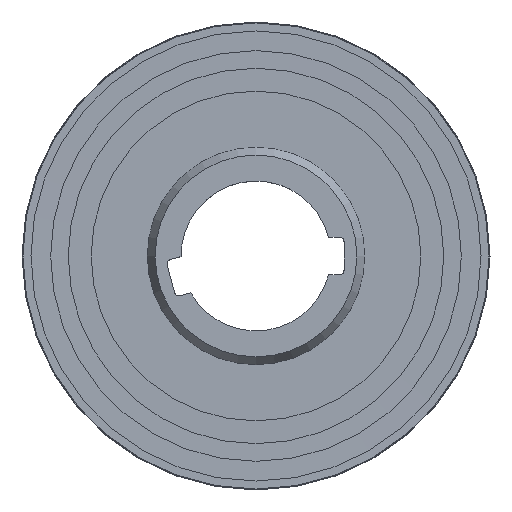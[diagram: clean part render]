
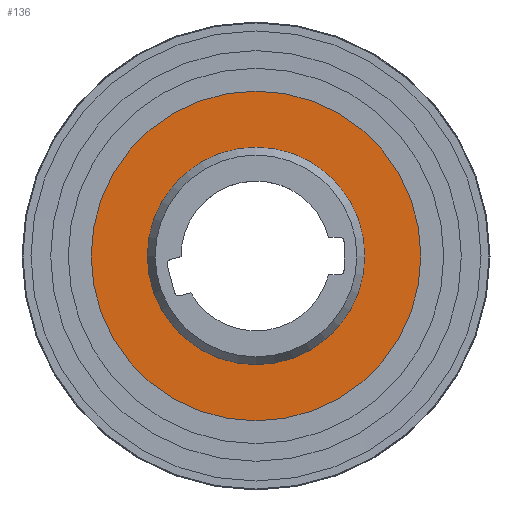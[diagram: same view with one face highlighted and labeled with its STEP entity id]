
A CAD part, top view. The second image highlights one B-rep face of the part: STEP entity #136.
In plain terms, the highlighted planar face has unit normal (0, 0, 1).
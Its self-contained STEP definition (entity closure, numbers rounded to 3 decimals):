
#136=ADVANCED_FACE('',(#195,#196),#180,.F.);
#180=PLANE('',#699);
#195=FACE_BOUND('',#261,.T.);
#196=FACE_BOUND('',#262,.T.);
#261=EDGE_LOOP('',(#394));
#262=EDGE_LOOP('',(#395));
#342=CIRCLE('',#696,29.);
#343=CIRCLE('',#698,44.);
#394=ORIENTED_EDGE('',*,*,#585,.F.);
#395=ORIENTED_EDGE('',*,*,#584,.T.);
#528=VERTEX_POINT('',#974);
#529=VERTEX_POINT('',#977);
#584=EDGE_CURVE('',#528,#528,#342,.T.);
#585=EDGE_CURVE('',#529,#529,#343,.T.);
#696=AXIS2_PLACEMENT_3D('',#973,#783,#784);
#698=AXIS2_PLACEMENT_3D('',#976,#787,#788);
#699=AXIS2_PLACEMENT_3D('',#978,#789,#790);
#783=DIRECTION('',(0.,0.,-1.));
#784=DIRECTION('',(-1.,0.,0.));
#787=DIRECTION('',(0.,0.,-1.));
#788=DIRECTION('',(-1.,0.,0.));
#789=DIRECTION('',(0.,0.,-1.));
#790=DIRECTION('',(-1.,0.,0.));
#973=CARTESIAN_POINT('',(0.,0.,2.4));
#974=CARTESIAN_POINT('',(-29.,0.,2.4));
#976=CARTESIAN_POINT('',(0.,0.,2.4));
#977=CARTESIAN_POINT('',(-44.,0.,2.4));
#978=CARTESIAN_POINT('',(29.,0.,2.4));
